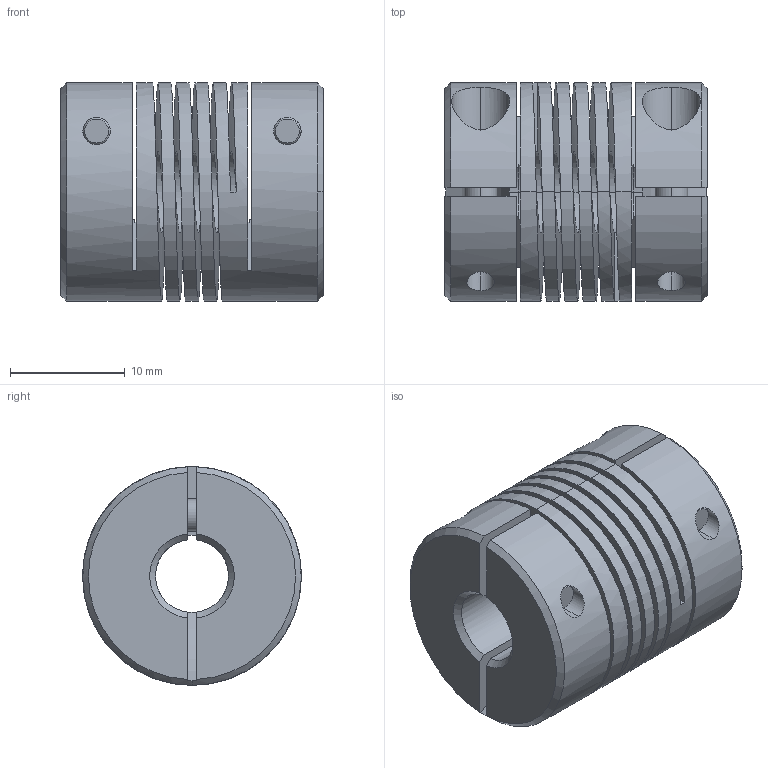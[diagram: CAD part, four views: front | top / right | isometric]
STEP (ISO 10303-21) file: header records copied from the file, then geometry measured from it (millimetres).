
FILE_DESCRIPTION (( 'STEP AP203' ), '1' );
FILE_NAME ('112009.stp', '2018-12-11T00:08:02', ( '' ), ( '' ), 'SwSTEP 2.0', 'SolidWorks 2012', '' );
FILE_SCHEMA (( 'CONFIG_CONTROL_DESIGN' ));
Length unit declared in the file: centimetre
Products named in the file (1): 112009
Bounding box: 22.86 x 19.05 x 19.05 mm (x, y, z)
Volume: 4758.4 mm3; surface area: 5592.8 mm2
Topology: 1 solids, 1 shells, 237 faces, 614 edges, 343 vertices
Faces by surface type: cylinder 82, bspline 70, plane 56, cone 29
Entity records: 13047 total; most frequent: CARTESIAN_POINT 8147, ORIENTED_EDGE 1148, DIRECTION 773, EDGE_CURVE 574, VERTEX_POINT 343, AXIS2_PLACEMENT_3D 288, EDGE_LOOP 249, FACE_OUTER_BOUND 237
